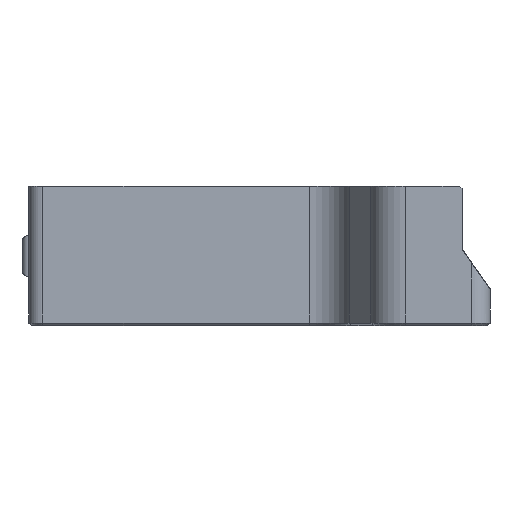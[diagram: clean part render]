
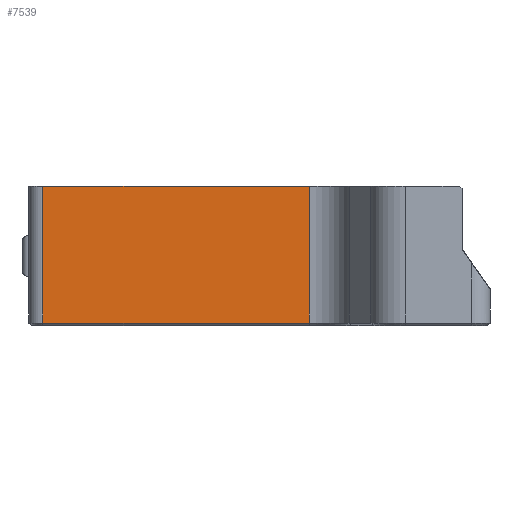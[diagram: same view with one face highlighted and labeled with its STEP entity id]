
A CAD part, left-side view. The second image highlights one B-rep face of the part: STEP entity #7539.
In plain terms, the highlighted planar face has unit normal (-1, 0, 0).
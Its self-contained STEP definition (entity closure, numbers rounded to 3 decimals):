
#688=FACE_OUTER_BOUND('',#1121,.T.);
#1121=EDGE_LOOP('',(#6285,#6286,#6287,#6288));
#1336=LINE('',#10661,#2189);
#1563=LINE('',#11282,#2416);
#1869=LINE('',#12026,#2722);
#1870=LINE('',#12028,#2723);
#2189=VECTOR('',#8464,10.);
#2416=VECTOR('',#8989,10.);
#2722=VECTOR('',#9811,10.);
#2723=VECTOR('',#9814,10.);
#3047=VERTEX_POINT('',#10653);
#3049=VERTEX_POINT('',#10659);
#3293=VERTEX_POINT('',#11279);
#3294=VERTEX_POINT('',#11281);
#3768=EDGE_CURVE('',#3049,#3047,#1336,.T.);
#4085=EDGE_CURVE('',#3293,#3294,#1563,.T.);
#4456=EDGE_CURVE('',#3047,#3293,#1869,.T.);
#4457=EDGE_CURVE('',#3049,#3294,#1870,.T.);
#6285=ORIENTED_EDGE('',*,*,#3768,.F.);
#6286=ORIENTED_EDGE('',*,*,#4457,.T.);
#6287=ORIENTED_EDGE('',*,*,#4085,.F.);
#6288=ORIENTED_EDGE('',*,*,#4456,.F.);
#7188=PLANE('',#8118);
#7539=ADVANCED_FACE('',(#688),#7188,.T.);
#8118=AXIS2_PLACEMENT_3D('',#12027,#9812,#9813);
#8464=DIRECTION('',(0.,1.,0.));
#8989=DIRECTION('',(0.,-1.,0.));
#9811=DIRECTION('',(0.,0.,1.));
#9812=DIRECTION('center_axis',(-1.,0.,0.));
#9813=DIRECTION('ref_axis',(0.,1.,0.));
#9814=DIRECTION('',(0.,0.,1.));
#10653=CARTESIAN_POINT('',(-187.4,30.5,-9.6));
#10659=CARTESIAN_POINT('',(-187.4,-7.602,-9.6));
#10661=CARTESIAN_POINT('',(-187.4,14.106,-9.6));
#11279=CARTESIAN_POINT('',(-187.4,30.5,10.));
#11281=CARTESIAN_POINT('',(-187.4,-7.602,10.));
#11282=CARTESIAN_POINT('',(-187.4,15.25,10.));
#12026=CARTESIAN_POINT('',(-187.4,30.5,8.));
#12027=CARTESIAN_POINT('Origin',(-187.4,30.5,-11.));
#12028=CARTESIAN_POINT('',(-187.4,-7.602,8.));
